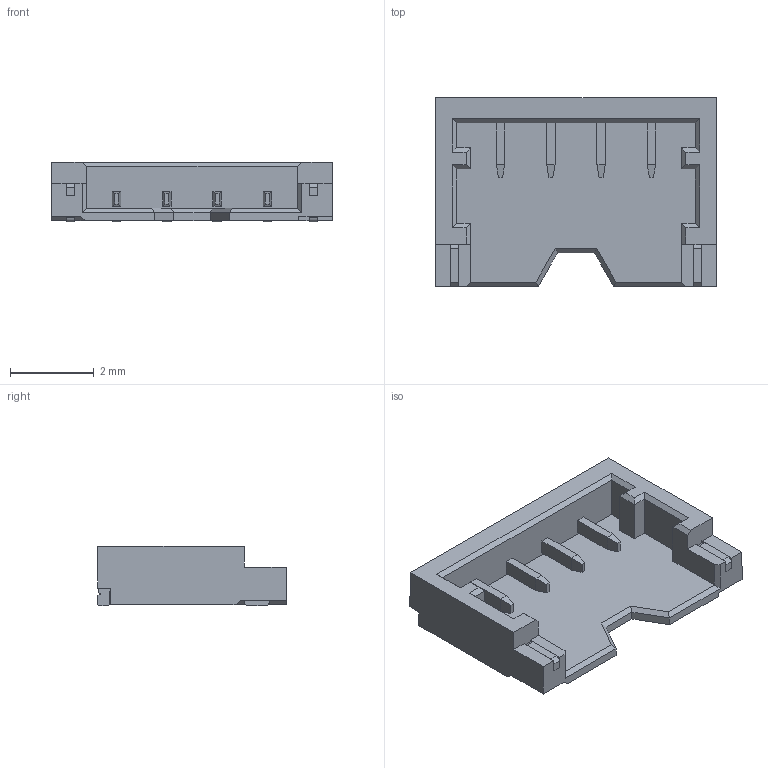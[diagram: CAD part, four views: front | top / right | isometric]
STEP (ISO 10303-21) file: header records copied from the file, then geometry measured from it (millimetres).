
FILE_DESCRIPTION (( 'STEP AP214' ), '1' );
FILE_NAME ('CONN-SMD_4P-P1.20_HCTL_HC-1.2-4PWT.step', '2022-07-29T13:45:08', ( '' ), ( '' ), 'SwSTEP 2.0', 'SolidWorks 2020', '' );
FILE_SCHEMA (( 'AUTOMOTIVE_DESIGN' ));
Length unit declared in the file: millimetre
Products named in the file (1): CONN-SMD_4P-P1.20_HCTL_HC-1.2-4PWT
Bounding box: 6.7 x 4.5 x 1.42 mm (x, y, z)
Volume: 17.3 mm3; surface area: 112.2 mm2
Topology: 16 solids, 16 shells, 467 faces, 1242 edges, 816 vertices
Faces by surface type: plane 333, bspline 112, cylinder 22
Entity records: 20460 total; most frequent: CARTESIAN_POINT 4334, ORIENTED_EDGE 2484, DIRECTION 1727, EDGE_CURVE 1242, VECTOR 927, LINE 927, VERTEX_POINT 816, EDGE_LOOP 492
